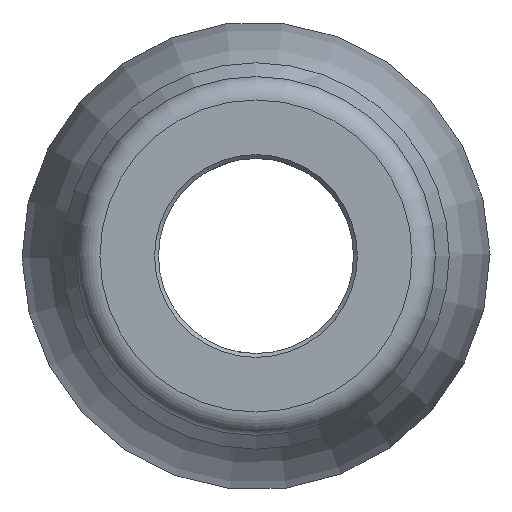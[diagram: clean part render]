
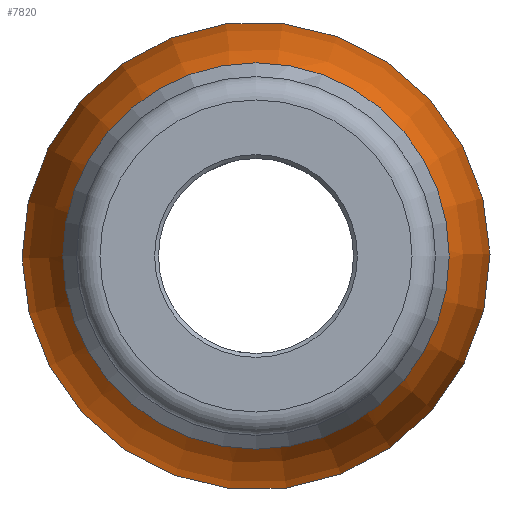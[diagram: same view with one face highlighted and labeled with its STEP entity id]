
A CAD part, front view. The second image highlights one B-rep face of the part: STEP entity #7820.
In plain terms, the highlighted toroidal (fillet/blend) face has major radius 15 mm and minor radius 30 mm.
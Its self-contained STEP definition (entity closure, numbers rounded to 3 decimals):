
#3 = CARTESIAN_POINT ( 'NONE',  ( -1.549, 15.649, 10.484 ) ) ;
#47 = CARTESIAN_POINT ( 'NONE',  ( 0., -16.18, 10.263 ) ) ;
#646 = CARTESIAN_POINT ( 'NONE',  ( 0.694, 13.493, 11.775 ) ) ;
#691 = CARTESIAN_POINT ( 'NONE',  ( -0.174, 13.357, 11.862 ) ) ;
#736 = CARTESIAN_POINT ( 'NONE',  ( 1.526, 15.648, 10.486 ) ) ;
#815 = CARTESIAN_POINT ( 'NONE',  ( 1.117, 13.774, 11.599 ) ) ;
#890 = CARTESIAN_POINT ( 'NONE',  ( -1.495, 14.284, 11.283 ) ) ;
#1068 = CARTESIAN_POINT ( 'NONE',  ( 0., -16.18, 0. ) ) ;
#1473 = VERTEX_POINT ( 'NONE', #5871 ) ;
#1494 = DIRECTION ( 'NONE',  ( 0., 1., 0. ) ) ;
#1600 = CARTESIAN_POINT ( 'NONE',  ( 1.153, 16.18, 10.198 ) ) ;
#1764 = CARTESIAN_POINT ( 'NONE',  ( 1.635, 14.731, 11.014 ) ) ;
#1930 = CARTESIAN_POINT ( 'NONE',  ( -1.228, 13.886, 11.528 ) ) ;
#1964 = CARTESIAN_POINT ( 'NONE',  ( -1.153, 16.18, 10.198 ) ) ;
#2002 = AXIS2_PLACEMENT_3D ( 'NONE', #11097, #8305, #3376 ) ;
#2481 = CIRCLE ( 'NONE', #2002, 10.263 ) ;
#2599 = CARTESIAN_POINT ( 'NONE',  ( -1.112, 13.769, 11.601 ) ) ;
#2724 = CARTESIAN_POINT ( 'NONE',  ( 0.184, 13.358, 11.861 ) ) ;
#2730 = AXIS2_PLACEMENT_3D ( 'NONE', #1068, #6810, #3999 ) ;
#3376 = DIRECTION ( 'NONE',  ( 0., 0., 1. ) ) ;
#3664 = CARTESIAN_POINT ( 'NONE',  ( 1.274, 16.062, 10.26 ) ) ;
#3704 = CARTESIAN_POINT ( 'NONE',  ( 0.095, 13.35, 11.866 ) ) ;
#3823 = CARTESIAN_POINT ( 'NONE',  ( -1.646, 15.192, 10.744 ) ) ;
#3852 = EDGE_LOOP ( 'NONE', ( #7427, #4756 ) ) ;
#3996 = CIRCLE ( 'NONE', #2730, 10.263 ) ;
#3999 = DIRECTION ( 'NONE',  ( 0., 0., 1. ) ) ;
#4490 = ORIENTED_EDGE ( 'NONE', *, *, #7324, .T. ) ;
#4635 = CARTESIAN_POINT ( 'NONE',  ( 1.372, 15.931, 10.331 ) ) ;
#4675 = CARTESIAN_POINT ( 'NONE',  ( -0.686, 13.489, 11.778 ) ) ;
#4756 = ORIENTED_EDGE ( 'NONE', *, *, #12425, .T. ) ;
#4803 = CARTESIAN_POINT ( 'NONE',  ( -1.602, 14.576, 11.107 ) ) ;
#4842 = CARTESIAN_POINT ( 'NONE',  ( -1.153, 16.18, 10.198 ) ) ;
#5605 = CARTESIAN_POINT ( 'NONE',  ( 1.496, 14.287, 11.282 ) ) ;
#5765 = CARTESIAN_POINT ( 'NONE',  ( -1.42, 14.145, 11.369 ) ) ;
#5871 = CARTESIAN_POINT ( 'NONE',  ( 1.153, 16.18, 10.198 ) ) ;
#6442 = CARTESIAN_POINT ( 'NONE',  ( 0.36, 13.387, 11.842 ) ) ;
#6559 = CARTESIAN_POINT ( 'NONE',  ( 0.447, 13.409, 11.828 ) ) ;
#6810 = DIRECTION ( 'NONE',  ( 0., 1., 0. ) ) ;
#7129 = VERTEX_POINT ( 'NONE', #47 ) ;
#7313 = EDGE_LOOP ( 'NONE', ( #4490 ) ) ;
#7324 = EDGE_CURVE ( 'NONE', #7129, #7129, #3996, .T. ) ;
#7353 = CARTESIAN_POINT ( 'NONE',  ( -0.35, 13.385, 11.844 ) ) ;
#7427 = ORIENTED_EDGE ( 'NONE', *, *, #8440, .F. ) ;
#7429 = CARTESIAN_POINT ( 'NONE',  ( 1.581, 15.498, 10.57 ) ) ;
#7506 = CARTESIAN_POINT ( 'NONE',  ( 1.646, 15.193, 10.743 ) ) ;
#7820 = ADVANCED_FACE ( 'NONE', ( #10890, #12262 ), #10610, .T. ) ;
#8305 = DIRECTION ( 'NONE',  ( 0., 1., 0. ) ) ;
#8392 = CARTESIAN_POINT ( 'NONE',  ( 1.603, 14.578, 11.106 ) ) ;
#8440 = EDGE_CURVE ( 'NONE', #1473, #8634, #2481, .T. ) ;
#8471 = CARTESIAN_POINT ( 'NONE',  ( 1.423, 14.149, 11.366 ) ) ;
#8634 = VERTEX_POINT ( 'NONE', #4842 ) ;
#8635 = CARTESIAN_POINT ( 'NONE',  ( -1.657, 15.035, 10.835 ) ) ;
#8682 = AXIS2_PLACEMENT_3D ( 'NONE', #12100, #1494, #10085 ) ;
#9372 = CARTESIAN_POINT ( 'NONE',  ( 1.232, 13.891, 11.526 ) ) ;
#10083 = B_SPLINE_CURVE_WITH_KNOTS ( 'NONE', 3,
 ( #1600, #3664, #4635, #736, #7429, #7506, #11294, #1764, #8392, #5605, #8471, #9372, #815, #12295, #646, #6559, #6442, #2724, #3704, #10410, #691, #7353, #10286, #4675, #11341, #2599, #1930, #5765, #890, #4803, #11420, #8635, #3823, #3, #11458, #1964 ),
 .UNSPECIFIED., .F., .F.,
 ( 4, 2, 2, 2, 2, 2, 2, 2, 2, 2, 2, 2, 2, 2, 2, 2, 2, 4 ),
 ( 0., 0.001, 0.001, 0.002, 0.002, 0.003, 0.003, 0.004, 0.004, 0.004, 0.005, 0.005, 0.005, 0.006, 0.006, 0.007, 0.007, 0.009 ),
 .UNSPECIFIED. ) ;
#10085 = DIRECTION ( 'NONE',  ( 0., 0., 1. ) ) ;
#10286 = CARTESIAN_POINT ( 'NONE',  ( -0.435, 13.406, 11.83 ) ) ;
#10410 = CARTESIAN_POINT ( 'NONE',  ( -0.083, 13.35, 11.866 ) ) ;
#10610 = TOROIDAL_SURFACE ( 'NONE', #8682, -15., 30. ) ;
#10890 = FACE_OUTER_BOUND ( 'NONE', #3852, .T. ) ;
#11097 = CARTESIAN_POINT ( 'NONE',  ( 0., 16.18, 0. ) ) ;
#11294 = CARTESIAN_POINT ( 'NONE',  ( 1.657, 15.037, 10.834 ) ) ;
#11341 = CARTESIAN_POINT ( 'NONE',  ( -0.84, 13.57, 11.727 ) ) ;
#11420 = CARTESIAN_POINT ( 'NONE',  ( -1.635, 14.729, 11.015 ) ) ;
#11458 = CARTESIAN_POINT ( 'NONE',  ( -1.396, 15.943, 10.323 ) ) ;
#12100 = CARTESIAN_POINT ( 'NONE',  ( 0., 0., 0. ) ) ;
#12262 = FACE_OUTER_BOUND ( 'NONE', #7313, .T. ) ;
#12295 = CARTESIAN_POINT ( 'NONE',  ( 0.848, 13.574, 11.724 ) ) ;
#12425 = EDGE_CURVE ( 'NONE', #1473, #8634, #10083, .T. ) ;
